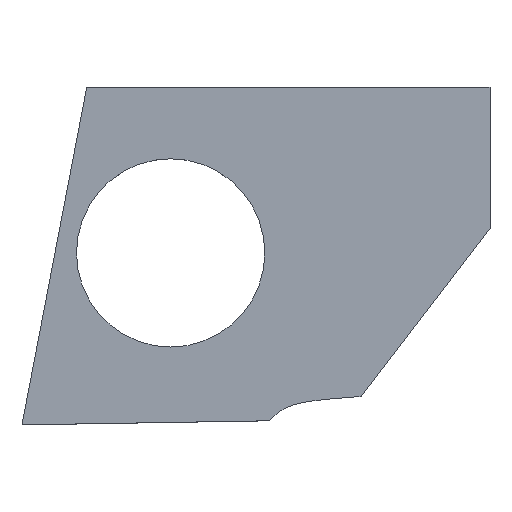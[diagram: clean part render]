
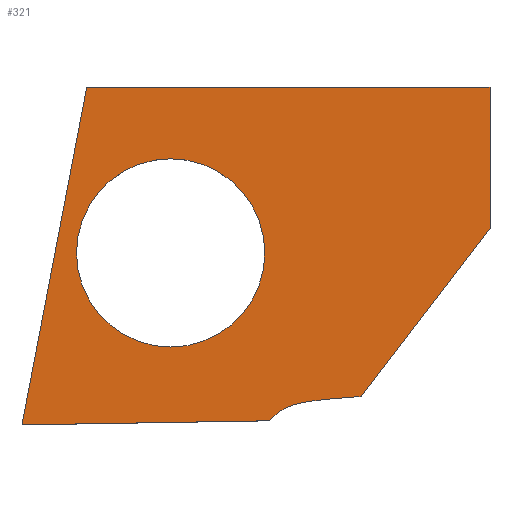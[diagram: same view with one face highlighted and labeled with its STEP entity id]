
A CAD part, top view. The second image highlights one B-rep face of the part: STEP entity #321.
In plain terms, the highlighted planar face has unit normal (0, 0, 1).
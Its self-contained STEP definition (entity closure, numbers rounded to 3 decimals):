
#270=AXIS2_PLACEMENT_3D('Circle Axis2P3D',#268,#269,$) ;
#294=AXIS2_PLACEMENT_3D('Circle Axis2P3D',#292,#293,$) ;
#307=AXIS2_PLACEMENT_3D('Plane Axis2P3D',#304,#305,#306) ;
#50=CARTESIAN_POINT('Vertex',(0.,0.,0.)) ;
#53=CARTESIAN_POINT('Line Origine',(0.,-34.5,0.)) ;
#57=CARTESIAN_POINT('Vertex',(0.,-69.,0.)) ;
#84=CARTESIAN_POINT('Line Origine',(-31.5,-110.059,0.)) ;
#88=CARTESIAN_POINT('Vertex',(-63.,-151.117,0.)) ;
#136=CARTESIAN_POINT('Control Point',(-107.623,-163.,0.)) ;
#137=CARTESIAN_POINT('Control Point',(-107.155,-162.418,0.)) ;
#138=CARTESIAN_POINT('Control Point',(-106.669,-161.86,0.)) ;
#139=CARTESIAN_POINT('Control Point',(-106.167,-161.328,0.)) ;
#140=CARTESIAN_POINT('Control Point',(-102.18,-157.431,0.)) ;
#141=CARTESIAN_POINT('Control Point',(-97.205,-154.982,0.)) ;
#142=CARTESIAN_POINT('Control Point',(-92.198,-153.87,0.)) ;
#143=CARTESIAN_POINT('Control Point',(-83.005,-152.666,0.)) ;
#144=CARTESIAN_POINT('Control Point',(-73.989,-152.026,0.)) ;
#145=CARTESIAN_POINT('Control Point',(-70.187,-151.735,0.)) ;
#146=CARTESIAN_POINT('Control Point',(-66.524,-151.432,0.)) ;
#147=CARTESIAN_POINT('Control Point',(-63.,-151.117,0.)) ;
#148=CARTESIAN_POINT('Vertex',(-107.623,-163.,0.)) ;
#175=CARTESIAN_POINT('Line Origine',(-168.115,-164.,0.)) ;
#179=CARTESIAN_POINT('Vertex',(-228.607,-165.,0.)) ;
#206=CARTESIAN_POINT('Line Origine',(-212.803,-82.5,0.)) ;
#210=CARTESIAN_POINT('Vertex',(-197.,0.,0.)) ;
#235=CARTESIAN_POINT('Line Origine',(-98.5,0.,0.)) ;
#265=CARTESIAN_POINT('Vertex',(-202.,-81.,0.)) ;
#268=CARTESIAN_POINT('Axis2P3D Location',(-156.,-81.,0.)) ;
#272=CARTESIAN_POINT('Vertex',(-110.,-81.,0.)) ;
#292=CARTESIAN_POINT('Axis2P3D Location',(-156.,-81.,0.)) ;
#304=CARTESIAN_POINT('Axis2P3D Location',(0.,0.,0.)) ;
#54=DIRECTION('Vector Direction',(0.,-1.,0.)) ;
#85=DIRECTION('Vector Direction',(-0.609,-0.793,0.)) ;
#176=DIRECTION('Vector Direction',(1.,0.017,0.)) ;
#207=DIRECTION('Vector Direction',(-0.188,-0.982,0.)) ;
#236=DIRECTION('Vector Direction',(-1.,0.,0.)) ;
#269=DIRECTION('Axis2P3D Direction',(0.,0.,-1.)) ;
#293=DIRECTION('Axis2P3D Direction',(0.,0.,-1.)) ;
#305=DIRECTION('Axis2P3D Direction',(0.,0.,-1.)) ;
#306=DIRECTION('Axis2P3D XDirection',(-1.,0.,0.)) ;
#55=VECTOR('Line Direction',#54,1.) ;
#86=VECTOR('Line Direction',#85,1.) ;
#177=VECTOR('Line Direction',#176,1.) ;
#208=VECTOR('Line Direction',#207,1.) ;
#237=VECTOR('Line Direction',#236,1.) ;
#310=ORIENTED_EDGE('',*,*,#239,.T.) ;
#311=ORIENTED_EDGE('',*,*,#212,.T.) ;
#312=ORIENTED_EDGE('',*,*,#181,.T.) ;
#313=ORIENTED_EDGE('',*,*,#150,.T.) ;
#314=ORIENTED_EDGE('',*,*,#90,.T.) ;
#315=ORIENTED_EDGE('',*,*,#59,.T.) ;
#318=ORIENTED_EDGE('',*,*,#296,.T.) ;
#319=ORIENTED_EDGE('',*,*,#274,.T.) ;
#320=FACE_BOUND('',#317,.T.) ;
#321=ADVANCED_FACE('PLATINE_ARR_SOUD',(#316,#320),#308,.F.) ;
#135=B_SPLINE_CURVE_WITH_KNOTS('',5,(#136,#137,#138,#139,#140,#141,#142,#143,#144,#145,#146,#147),.UNSPECIFIED.,.F.,.U.,(6,3,3,6),(0.,3.662,28.095,47.064),.UNSPECIFIED.) ;
#271=CIRCLE('generated circle',#270,46.) ;
#295=CIRCLE('generated circle',#294,46.) ;
#59=EDGE_CURVE('',#58,#51,#56,.F.) ;
#90=EDGE_CURVE('',#89,#58,#87,.F.) ;
#150=EDGE_CURVE('',#149,#89,#135,.T.) ;
#181=EDGE_CURVE('',#180,#149,#178,.T.) ;
#212=EDGE_CURVE('',#211,#180,#209,.T.) ;
#239=EDGE_CURVE('',#51,#211,#238,.T.) ;
#274=EDGE_CURVE('',#273,#266,#271,.T.) ;
#296=EDGE_CURVE('',#266,#273,#295,.T.) ;
#309=EDGE_LOOP('',(#310,#311,#312,#313,#314,#315)) ;
#317=EDGE_LOOP('',(#318,#319)) ;
#316=FACE_OUTER_BOUND('',#309,.T.) ;
#56=LINE('Line',#53,#55) ;
#87=LINE('Line',#84,#86) ;
#178=LINE('Line',#175,#177) ;
#209=LINE('Line',#206,#208) ;
#238=LINE('Line',#235,#237) ;
#308=PLANE('Plane',#307) ;
#51=VERTEX_POINT('',#50) ;
#58=VERTEX_POINT('',#57) ;
#89=VERTEX_POINT('',#88) ;
#149=VERTEX_POINT('',#148) ;
#180=VERTEX_POINT('',#179) ;
#211=VERTEX_POINT('',#210) ;
#266=VERTEX_POINT('',#265) ;
#273=VERTEX_POINT('',#272) ;
